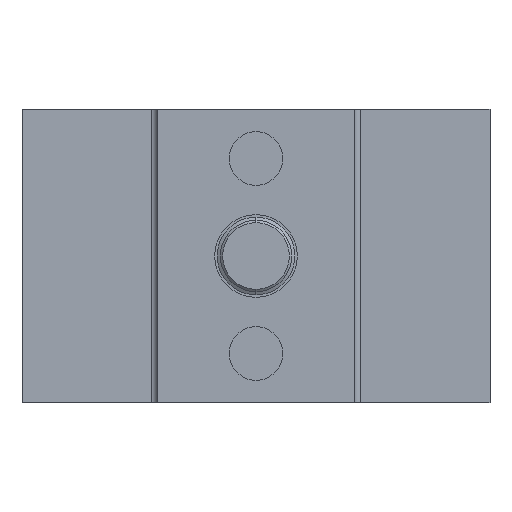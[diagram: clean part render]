
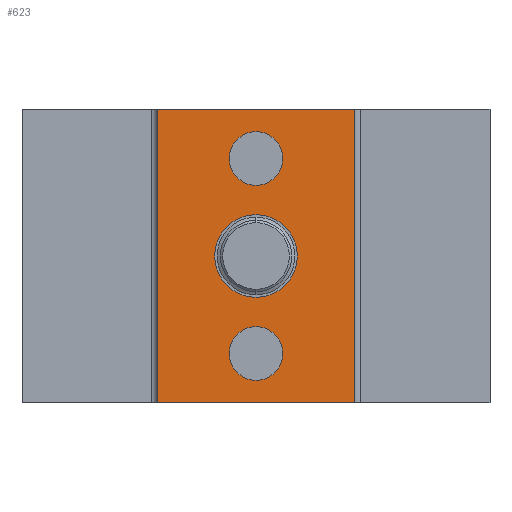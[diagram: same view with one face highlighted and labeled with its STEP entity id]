
A CAD part, front view. The second image highlights one B-rep face of the part: STEP entity #623.
In plain terms, the highlighted planar face has unit normal (0, -1, 0).
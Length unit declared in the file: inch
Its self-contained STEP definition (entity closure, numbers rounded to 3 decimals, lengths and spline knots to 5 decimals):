
#72 = EDGE_CURVE ( 'NONE', #75, #81, #2606, .T. ) ;
#75 = VERTEX_POINT ( 'NONE', #2473 ) ;
#81 = VERTEX_POINT ( 'NONE', #2571 ) ;
#461 = EDGE_CURVE ( 'NONE', #483, #487, #3662, .T. ) ;
#472 = VERTEX_POINT ( 'NONE', #3663 ) ;
#474 = EDGE_CURVE ( 'NONE', #475, #472, #3770, .T. ) ;
#475 = VERTEX_POINT ( 'NONE', #3771 ) ;
#483 = VERTEX_POINT ( 'NONE', #3756 ) ;
#487 = VERTEX_POINT ( 'NONE', #3810 ) ;
#490 = VERTEX_POINT ( 'NONE', #3808 ) ;
#495 = EDGE_CURVE ( 'NONE', #490, #515, #3800, .T. ) ;
#515 = VERTEX_POINT ( 'NONE', #3835 ) ;
#581 = VERTEX_POINT ( 'NONE', #3726 ) ;
#582 = VERTEX_POINT ( 'NONE', #3733 ) ;
#583 = EDGE_CURVE ( 'NONE', #472, #475, #3729, .T. ) ;
#584 = EDGE_LOOP ( 'NONE', ( #585, #817 ) ) ;
#585 = ORIENTED_EDGE ( 'NONE', *, *, #474, .T. ) ;
#586 = ORIENTED_EDGE ( 'NONE', *, *, #592, .T. ) ;
#587 = EDGE_LOOP ( 'NONE', ( #588, #589 ) ) ;
#588 = ORIENTED_EDGE ( 'NONE', *, *, #619, .F. ) ;
#589 = ORIENTED_EDGE ( 'NONE', *, *, #461, .F. ) ;
#590 = EDGE_LOOP ( 'NONE', ( #586, #621, #593, #597 ) ) ;
#591 = EDGE_CURVE ( 'NONE', #581, #490, #3722, .T. ) ;
#592 = EDGE_CURVE ( 'NONE', #582, #515, #3709, .T. ) ;
#593 = ORIENTED_EDGE ( 'NONE', *, *, #591, .F. ) ;
#597 = ORIENTED_EDGE ( 'NONE', *, *, #868, .T. ) ;
#619 = EDGE_CURVE ( 'NONE', #487, #483, #3173, .T. ) ;
#621 = ORIENTED_EDGE ( 'NONE', *, *, #495, .F. ) ;
#622 = ORIENTED_EDGE ( 'NONE', *, *, #816, .T. ) ;
#623 = ADVANCED_FACE ( 'NONE', ( #3178, #3177, #3176, #3229 ), #3234, .F. ) ;
#816 = EDGE_CURVE ( 'NONE', #81, #75, #3506, .T. ) ;
#817 = ORIENTED_EDGE ( 'NONE', *, *, #583, .T. ) ;
#867 = ORIENTED_EDGE ( 'NONE', *, *, #72, .T. ) ;
#868 = EDGE_CURVE ( 'NONE', #581, #582, #3570, .T. ) ;
#869 = EDGE_LOOP ( 'NONE', ( #867, #622 ) ) ;
#2473 = CARTESIAN_POINT ( 'NONE',  ( 0., -0.75, -0.3985 ) ) ;
#2571 = CARTESIAN_POINT ( 'NONE',  ( 0., -0.75, -0.2265 ) ) ;
#2582 = DIRECTION ( 'NONE',  ( 0., 0., 1. ) ) ;
#2583 = DIRECTION ( 'NONE',  ( 0., 1., 0. ) ) ;
#2584 = CARTESIAN_POINT ( 'NONE',  ( 0., -0.75, -0.3125 ) ) ;
#2585 = AXIS2_PLACEMENT_3D ( 'NONE', #2584, #2583, #2582 ) ;
#2606 = CIRCLE ( 'NONE', #2585, 0.086 ) ;
#3172 = CARTESIAN_POINT ( 'NONE',  ( 0., -0.75, 0. ) ) ;
#3173 = CIRCLE ( 'NONE', #3232, 0.1325 ) ;
#3175 = AXIS2_PLACEMENT_3D ( 'NONE', #3224, #3223, #3222 ) ;
#3176 = FACE_BOUND ( 'NONE', #587, .T. ) ;
#3177 = FACE_BOUND ( 'NONE', #584, .T. ) ;
#3178 = FACE_BOUND ( 'NONE', #869, .T. ) ;
#3222 = DIRECTION ( 'NONE',  ( 0., 0., 1. ) ) ;
#3223 = DIRECTION ( 'NONE',  ( 0., 1., 0. ) ) ;
#3224 = CARTESIAN_POINT ( 'NONE',  ( -0.316, -0.75, 0.47 ) ) ;
#3229 = FACE_OUTER_BOUND ( 'NONE', #590, .T. ) ;
#3230 = DIRECTION ( 'NONE',  ( 0., 0., -1. ) ) ;
#3231 = DIRECTION ( 'NONE',  ( 0., -1., 0. ) ) ;
#3232 = AXIS2_PLACEMENT_3D ( 'NONE', #3172, #3231, #3230 ) ;
#3234 = PLANE ( 'NONE',  #3175 ) ;
#3458 = DIRECTION ( 'NONE',  ( 0., 0., 1. ) ) ;
#3459 = DIRECTION ( 'NONE',  ( 0., 1., 0. ) ) ;
#3489 = AXIS2_PLACEMENT_3D ( 'NONE', #3498, #3459, #3458 ) ;
#3498 = CARTESIAN_POINT ( 'NONE',  ( 0., -0.75, -0.3125 ) ) ;
#3506 = CIRCLE ( 'NONE', #3489, 0.086 ) ;
#3552 = DIRECTION ( 'NONE',  ( 0., 0., -1. ) ) ;
#3553 = VECTOR ( 'NONE', #3552, 39.37008 ) ;
#3569 = CARTESIAN_POINT ( 'NONE',  ( -0.316, -0.75, 0.47 ) ) ;
#3570 = LINE ( 'NONE', #3569, #3553 ) ;
#3642 = DIRECTION ( 'NONE',  ( 0., -1., 0. ) ) ;
#3645 = AXIS2_PLACEMENT_3D ( 'NONE', #3660, #3642, #3747 ) ;
#3660 = CARTESIAN_POINT ( 'NONE',  ( 0., -0.75, 0. ) ) ;
#3662 = CIRCLE ( 'NONE', #3645, 0.1325 ) ;
#3663 = CARTESIAN_POINT ( 'NONE',  ( 0., -0.75, 0.3985 ) ) ;
#3706 = DIRECTION ( 'NONE',  ( 1., 0., 0. ) ) ;
#3707 = VECTOR ( 'NONE', #3706, 39.37008 ) ;
#3708 = CARTESIAN_POINT ( 'NONE',  ( -0.316, -0.75, -0.47 ) ) ;
#3709 = LINE ( 'NONE', #3708, #3707 ) ;
#3710 = VECTOR ( 'NONE', #3730, 39.37008 ) ;
#3715 = DIRECTION ( 'NONE',  ( 0., 0., 1. ) ) ;
#3716 = DIRECTION ( 'NONE',  ( 0., 1., 0. ) ) ;
#3717 = CARTESIAN_POINT ( 'NONE',  ( 0., -0.75, 0.3125 ) ) ;
#3722 = LINE ( 'NONE', #3731, #3710 ) ;
#3726 = CARTESIAN_POINT ( 'NONE',  ( -0.316, -0.75, 0.47 ) ) ;
#3727 = AXIS2_PLACEMENT_3D ( 'NONE', #3717, #3716, #3715 ) ;
#3729 = CIRCLE ( 'NONE', #3727, 0.086 ) ;
#3730 = DIRECTION ( 'NONE',  ( 1., 0., 0. ) ) ;
#3731 = CARTESIAN_POINT ( 'NONE',  ( -0.316, -0.75, 0.47 ) ) ;
#3733 = CARTESIAN_POINT ( 'NONE',  ( -0.316, -0.75, -0.47 ) ) ;
#3747 = DIRECTION ( 'NONE',  ( 0., 0., -1. ) ) ;
#3756 = CARTESIAN_POINT ( 'NONE',  ( 0., -0.75, 0.1325 ) ) ;
#3764 = DIRECTION ( 'NONE',  ( 0., 0., 1. ) ) ;
#3765 = DIRECTION ( 'NONE',  ( 0., 1., 0. ) ) ;
#3766 = CARTESIAN_POINT ( 'NONE',  ( 0., -0.75, 0.3125 ) ) ;
#3770 = CIRCLE ( 'NONE', #3779, 0.086 ) ;
#3771 = CARTESIAN_POINT ( 'NONE',  ( 0., -0.75, 0.2265 ) ) ;
#3779 = AXIS2_PLACEMENT_3D ( 'NONE', #3766, #3765, #3764 ) ;
#3797 = DIRECTION ( 'NONE',  ( 0., 0., -1. ) ) ;
#3798 = VECTOR ( 'NONE', #3797, 39.37008 ) ;
#3799 = CARTESIAN_POINT ( 'NONE',  ( 0.316, -0.75, 0.47 ) ) ;
#3800 = LINE ( 'NONE', #3799, #3798 ) ;
#3808 = CARTESIAN_POINT ( 'NONE',  ( 0.316, -0.75, 0.47 ) ) ;
#3810 = CARTESIAN_POINT ( 'NONE',  ( 0., -0.75, -0.1325 ) ) ;
#3835 = CARTESIAN_POINT ( 'NONE',  ( 0.316, -0.75, -0.47 ) ) ;
